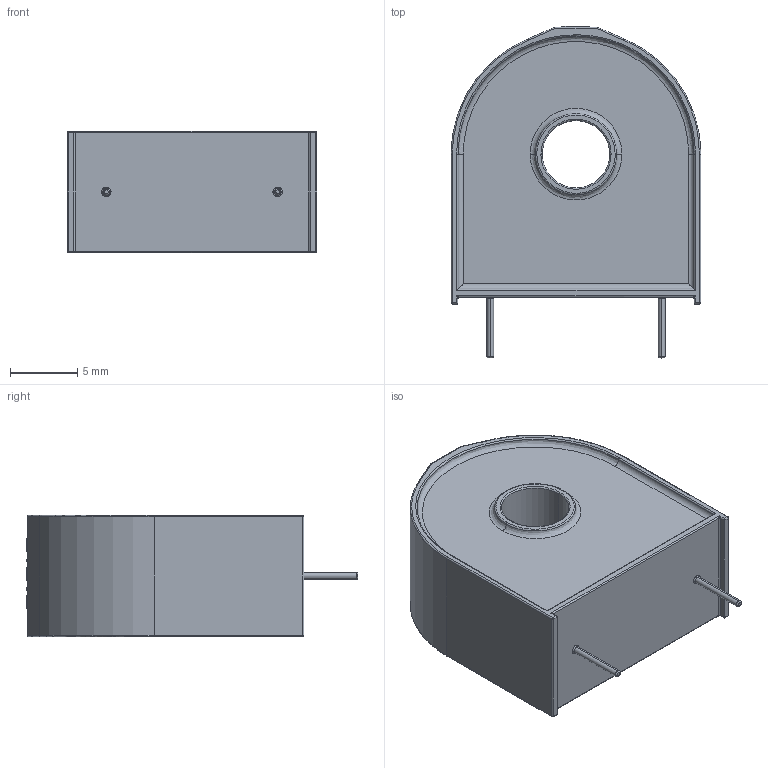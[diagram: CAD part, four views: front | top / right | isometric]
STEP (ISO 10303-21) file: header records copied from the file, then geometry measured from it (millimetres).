
FILE_DESCRIPTION (( 'STEP AP214' ), '1' );
FILE_NAME ('User Library-sirio TA150800.STEP', '2012-05-24T20:47:09', ( 'sysAdmin' ), ( 'SolidWorks' ), 'SwSTEP 2.0', 'SolidWorks 2012', '' );
FILE_SCHEMA (( 'AUTOMOTIVE_DESIGN' ));
Length unit declared in the file: millimetre
Products named in the file (1): User Library-sirio TA150800
Bounding box: 18.5 x 24.6 x 9 mm (x, y, z)
Volume: 2682.6 mm3; surface area: 1435.9 mm2
Topology: 1 solids, 1 shells, 375 faces, 854 edges, 480 vertices
Faces by surface type: bspline 224, cylinder 99, plane 52
Entity records: 14420 total; most frequent: CARTESIAN_POINT 7610, ORIENTED_EDGE 1684, DIRECTION 860, EDGE_CURVE 842, VERTEX_POINT 480, EDGE_LOOP 388, FACE_OUTER_BOUND 375, ADVANCED_FACE 375
